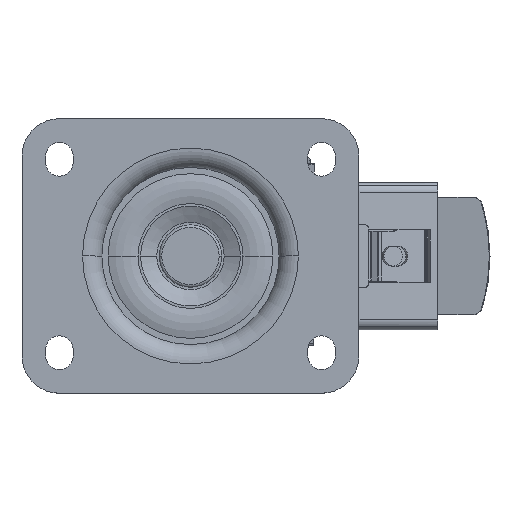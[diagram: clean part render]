
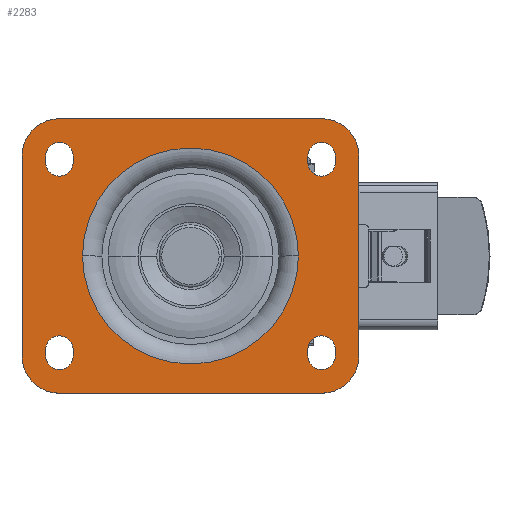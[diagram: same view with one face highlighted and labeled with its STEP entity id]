
A CAD part, top view. The second image highlights one B-rep face of the part: STEP entity #2283.
In plain terms, the highlighted planar face has unit normal (0, 0, 1).
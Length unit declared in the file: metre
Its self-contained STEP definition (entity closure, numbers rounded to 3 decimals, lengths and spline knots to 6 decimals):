
#2283=ADVANCED_FACE('',(#3945,#3946,#3947,#3948,#3949,#3950),#3951,.T.);
#3945=FACE_OUTER_BOUND('',#7056,.T.);
#3946=FACE_BOUND('',#7057,.T.);
#3947=FACE_BOUND('',#7058,.T.);
#3948=FACE_BOUND('',#7059,.T.);
#3949=FACE_BOUND('',#7060,.T.);
#3950=FACE_BOUND('',#7061,.T.);
#3951=PLANE('',#7062);
#7056=EDGE_LOOP('',(#41882,#41883,#41884,#41885,#41886,#41887,#41888,#41889));
#7057=EDGE_LOOP('',(#41890,#41891,#41892,#41893));
#7058=EDGE_LOOP('',(#41894,#41895,#41896,#41897));
#7059=EDGE_LOOP('',(#41898,#41899,#41900,#41901));
#7060=EDGE_LOOP('',(#41902,#41903,#41904,#41905));
#7061=EDGE_LOOP('',(#41906,#41907));
#7062=AXIS2_PLACEMENT_3D('',#41908,#41909,#41910);
#41882=ORIENTED_EDGE('',*,*,#55968,.T.);
#41883=ORIENTED_EDGE('',*,*,#55969,.F.);
#41884=ORIENTED_EDGE('',*,*,#55970,.F.);
#41885=ORIENTED_EDGE('',*,*,#55971,.F.);
#41886=ORIENTED_EDGE('',*,*,#55972,.F.);
#41887=ORIENTED_EDGE('',*,*,#55973,.F.);
#41888=ORIENTED_EDGE('',*,*,#55974,.T.);
#41889=ORIENTED_EDGE('',*,*,#55975,.F.);
#41890=ORIENTED_EDGE('',*,*,#55976,.T.);
#41891=ORIENTED_EDGE('',*,*,#55977,.T.);
#41892=ORIENTED_EDGE('',*,*,#55978,.T.);
#41893=ORIENTED_EDGE('',*,*,#55979,.T.);
#41894=ORIENTED_EDGE('',*,*,#55980,.T.);
#41895=ORIENTED_EDGE('',*,*,#55981,.T.);
#41896=ORIENTED_EDGE('',*,*,#55982,.T.);
#41897=ORIENTED_EDGE('',*,*,#55983,.T.);
#41898=ORIENTED_EDGE('',*,*,#55984,.T.);
#41899=ORIENTED_EDGE('',*,*,#55985,.T.);
#41900=ORIENTED_EDGE('',*,*,#55986,.T.);
#41901=ORIENTED_EDGE('',*,*,#55987,.T.);
#41902=ORIENTED_EDGE('',*,*,#55988,.T.);
#41903=ORIENTED_EDGE('',*,*,#55989,.T.);
#41904=ORIENTED_EDGE('',*,*,#55990,.T.);
#41905=ORIENTED_EDGE('',*,*,#55991,.T.);
#41906=ORIENTED_EDGE('',*,*,#55967,.F.);
#41907=ORIENTED_EDGE('',*,*,#55905,.F.);
#41908=CARTESIAN_POINT('',(0.0,0.0,0.0));
#41909=DIRECTION('',(0.0,0.0,1.0));
#41910=DIRECTION('',(1.0,0.0,0.0));
#55905=EDGE_CURVE('',#59788,#59791,#59792,.T.);
#55967=EDGE_CURVE('',#59791,#59788,#59899,.T.);
#55968=EDGE_CURVE('',#59900,#59901,#59902,.T.);
#55969=EDGE_CURVE('',#59903,#59901,#59904,.T.);
#55970=EDGE_CURVE('',#59905,#59903,#59906,.T.);
#55971=EDGE_CURVE('',#59907,#59905,#59908,.T.);
#55972=EDGE_CURVE('',#59909,#59907,#59910,.T.);
#55973=EDGE_CURVE('',#59911,#59909,#59912,.T.);
#55974=EDGE_CURVE('',#59911,#59913,#59914,.T.);
#55975=EDGE_CURVE('',#59900,#59913,#59915,.T.);
#55976=EDGE_CURVE('',#59916,#59917,#59918,.T.);
#55977=EDGE_CURVE('',#59917,#59919,#59920,.T.);
#55978=EDGE_CURVE('',#59919,#59921,#59922,.T.);
#55979=EDGE_CURVE('',#59921,#59916,#59923,.T.);
#55980=EDGE_CURVE('',#59924,#59925,#59926,.T.);
#55981=EDGE_CURVE('',#59925,#59927,#59928,.T.);
#55982=EDGE_CURVE('',#59927,#59929,#59930,.T.);
#55983=EDGE_CURVE('',#59929,#59924,#59931,.T.);
#55984=EDGE_CURVE('',#59932,#59933,#59934,.T.);
#55985=EDGE_CURVE('',#59933,#59935,#59936,.T.);
#55986=EDGE_CURVE('',#59935,#59937,#59938,.T.);
#55987=EDGE_CURVE('',#59937,#59932,#59939,.T.);
#55988=EDGE_CURVE('',#59940,#59941,#59942,.T.);
#55989=EDGE_CURVE('',#59941,#59943,#59944,.T.);
#55990=EDGE_CURVE('',#59943,#59945,#59946,.T.);
#55991=EDGE_CURVE('',#59945,#59940,#59947,.T.);
#59788=VERTEX_POINT('',#66174);
#59791=VERTEX_POINT('',#66177);
#59792=CIRCLE('',#66178,0.043246);
#59899=CIRCLE('',#66303,0.043246);
#59900=VERTEX_POINT('',#66304);
#59901=VERTEX_POINT('',#66305);
#59902=CIRCLE('',#66306,0.015);
#59903=VERTEX_POINT('',#66307);
#59904=LINE('',#66308,#66309);
#59905=VERTEX_POINT('',#66310);
#59906=CIRCLE('',#66311,0.015);
#59907=VERTEX_POINT('',#66312);
#59908=LINE('',#66313,#66314);
#59909=VERTEX_POINT('',#66315);
#59910=CIRCLE('',#66316,0.015);
#59911=VERTEX_POINT('',#66317);
#59912=LINE('',#66318,#66319);
#59913=VERTEX_POINT('',#66320);
#59914=CIRCLE('',#66321,0.015);
#59915=LINE('',#66322,#66323);
#59916=VERTEX_POINT('',#66324);
#59917=VERTEX_POINT('',#66325);
#59918=LINE('',#66326,#66327);
#59919=VERTEX_POINT('',#66328);
#59920=CIRCLE('',#66329,0.0055);
#59921=VERTEX_POINT('',#66330);
#59922=LINE('',#66331,#66332);
#59923=CIRCLE('',#66333,0.0055);
#59924=VERTEX_POINT('',#66334);
#59925=VERTEX_POINT('',#66335);
#59926=LINE('',#66336,#66337);
#59927=VERTEX_POINT('',#66338);
#59928=CIRCLE('',#66339,0.0055);
#59929=VERTEX_POINT('',#66340);
#59930=LINE('',#66341,#66342);
#59931=CIRCLE('',#66343,0.0055);
#59932=VERTEX_POINT('',#66344);
#59933=VERTEX_POINT('',#66345);
#59934=LINE('',#66346,#66347);
#59935=VERTEX_POINT('',#66348);
#59936=CIRCLE('',#66349,0.0055);
#59937=VERTEX_POINT('',#66350);
#59938=LINE('',#66351,#66352);
#59939=CIRCLE('',#66353,0.0055);
#59940=VERTEX_POINT('',#66354);
#59941=VERTEX_POINT('',#66355);
#59942=LINE('',#66356,#66357);
#59943=VERTEX_POINT('',#66358);
#59944=CIRCLE('',#66359,0.0055);
#59945=VERTEX_POINT('',#66360);
#59946=LINE('',#66361,#66362);
#59947=CIRCLE('',#66363,0.0055);
#66174=CARTESIAN_POINT('',(-0.043246,0.,0.0));
#66177=CARTESIAN_POINT('',(0.043246,0.,0.0));
#66178=AXIS2_PLACEMENT_3D('',#84033,#84034,#84035);
#66303=AXIS2_PLACEMENT_3D('',#84183,#84184,#84185);
#66304=CARTESIAN_POINT('',(-0.0675,-0.04,0.0));
#66305=CARTESIAN_POINT('',(-0.0525,-0.055,0.0));
#66306=AXIS2_PLACEMENT_3D('',#84186,#84187,#84188);
#66307=CARTESIAN_POINT('',(0.0525,-0.055,0.0));
#66308=CARTESIAN_POINT('',(0.0525,-0.055,0.0));
#66309=VECTOR('',#84189,1.0);
#66310=CARTESIAN_POINT('',(0.0675,-0.04,0.0));
#66311=AXIS2_PLACEMENT_3D('',#84190,#84191,#84192);
#66312=CARTESIAN_POINT('',(0.0675,0.04,0.0));
#66313=CARTESIAN_POINT('',(0.0675,0.04,0.0));
#66314=VECTOR('',#84193,1.0);
#66315=CARTESIAN_POINT('',(0.0525,0.055,0.0));
#66316=AXIS2_PLACEMENT_3D('',#84194,#84195,#84196);
#66317=CARTESIAN_POINT('',(-0.0525,0.055,0.0));
#66318=CARTESIAN_POINT('',(-0.0525,0.055,0.0));
#66319=VECTOR('',#84197,1.0);
#66320=CARTESIAN_POINT('',(-0.0675,0.04,0.0));
#66321=AXIS2_PLACEMENT_3D('',#84198,#84199,#84200);
#66322=CARTESIAN_POINT('',(-0.0675,-0.04,0.0));
#66323=VECTOR('',#84201,1.0);
#66324=CARTESIAN_POINT('',(-0.047,0.04,0.0));
#66325=CARTESIAN_POINT('',(-0.047,0.0375,0.0));
#66326=CARTESIAN_POINT('',(-0.047,0.0375,0.0));
#66327=VECTOR('',#84202,1.0);
#66328=CARTESIAN_POINT('',(-0.058,0.0375,0.0));
#66329=AXIS2_PLACEMENT_3D('',#84203,#84204,#84205);
#66330=CARTESIAN_POINT('',(-0.058,0.04,0.0));
#66331=CARTESIAN_POINT('',(-0.058,0.0375,0.0));
#66332=VECTOR('',#84206,1.0);
#66333=AXIS2_PLACEMENT_3D('',#84207,#84208,#84209);
#66334=CARTESIAN_POINT('',(-0.058,-0.04,0.0));
#66335=CARTESIAN_POINT('',(-0.058,-0.0375,0.0));
#66336=CARTESIAN_POINT('',(-0.058,-0.0375,0.0));
#66337=VECTOR('',#84210,1.0);
#66338=CARTESIAN_POINT('',(-0.047,-0.0375,0.0));
#66339=AXIS2_PLACEMENT_3D('',#84211,#84212,#84213);
#66340=CARTESIAN_POINT('',(-0.047,-0.04,0.0));
#66341=CARTESIAN_POINT('',(-0.047,-0.0375,0.0));
#66342=VECTOR('',#84214,1.0);
#66343=AXIS2_PLACEMENT_3D('',#84215,#84216,#84217);
#66344=CARTESIAN_POINT('',(0.058,0.04,0.0));
#66345=CARTESIAN_POINT('',(0.058,0.0375,0.0));
#66346=CARTESIAN_POINT('',(0.058,0.0375,0.0));
#66347=VECTOR('',#84218,1.0);
#66348=CARTESIAN_POINT('',(0.047,0.0375,0.0));
#66349=AXIS2_PLACEMENT_3D('',#84219,#84220,#84221);
#66350=CARTESIAN_POINT('',(0.047,0.04,0.0));
#66351=CARTESIAN_POINT('',(0.047,0.0375,0.0));
#66352=VECTOR('',#84222,1.0);
#66353=AXIS2_PLACEMENT_3D('',#84223,#84224,#84225);
#66354=CARTESIAN_POINT('',(0.047,-0.04,0.0));
#66355=CARTESIAN_POINT('',(0.047,-0.0375,0.0));
#66356=CARTESIAN_POINT('',(0.047,-0.0375,0.0));
#66357=VECTOR('',#84226,1.0);
#66358=CARTESIAN_POINT('',(0.058,-0.0375,0.0));
#66359=AXIS2_PLACEMENT_3D('',#84227,#84228,#84229);
#66360=CARTESIAN_POINT('',(0.058,-0.04,0.0));
#66361=CARTESIAN_POINT('',(0.058,-0.0375,0.0));
#66362=VECTOR('',#84230,1.0);
#66363=AXIS2_PLACEMENT_3D('',#84231,#84232,#84233);
#84033=CARTESIAN_POINT('',(0.0,0.0,0.0));
#84034=DIRECTION('',(0.0,0.0,1.0));
#84035=DIRECTION('',(-1.0,0.,0.0));
#84183=CARTESIAN_POINT('',(0.0,0.0,0.0));
#84184=DIRECTION('',(0.0,0.0,1.0));
#84185=DIRECTION('',(-1.0,0.,0.0));
#84186=CARTESIAN_POINT('',(-0.0525,-0.04,0.0));
#84187=DIRECTION('',(0.0,0.0,1.0));
#84188=DIRECTION('',(-1.0,0.0,0.0));
#84189=DIRECTION('',(-1.0,0.0,0.0));
#84190=CARTESIAN_POINT('',(0.0525,-0.04,0.0));
#84191=DIRECTION('',(0.0,0.0,-1.0));
#84192=DIRECTION('',(1.0,0.0,0.0));
#84193=DIRECTION('',(0.0,-1.0,0.0));
#84194=CARTESIAN_POINT('',(0.0525,0.04,0.0));
#84195=DIRECTION('',(0.0,0.0,-1.0));
#84196=DIRECTION('',(0.0,1.0,0.0));
#84197=DIRECTION('',(1.0,0.0,0.0));
#84198=CARTESIAN_POINT('',(-0.0525,0.04,0.0));
#84199=DIRECTION('',(0.0,-0.0,1.0));
#84200=DIRECTION('',(0.0,1.0,0.0));
#84201=DIRECTION('',(0.0,1.0,0.0));
#84202=DIRECTION('',(-0.0,-1.0,-0.0));
#84203=CARTESIAN_POINT('',(-0.0525,0.0375,0.0));
#84204=DIRECTION('',(0.0,0.0,-1.0));
#84205=DIRECTION('',(1.0,0.0,0.0));
#84206=DIRECTION('',(0.0,1.0,0.0));
#84207=CARTESIAN_POINT('',(-0.0525,0.04,0.0));
#84208=DIRECTION('',(0.0,0.0,-1.0));
#84209=DIRECTION('',(1.0,0.0,0.0));
#84210=DIRECTION('',(0.0,1.0,0.0));
#84211=CARTESIAN_POINT('',(-0.0525,-0.0375,0.0));
#84212=DIRECTION('',(0.0,0.0,-1.0));
#84213=DIRECTION('',(1.0,0.0,0.0));
#84214=DIRECTION('',(0.0,-1.0,0.0));
#84215=CARTESIAN_POINT('',(-0.0525,-0.04,0.0));
#84216=DIRECTION('',(0.0,0.0,-1.0));
#84217=DIRECTION('',(1.0,0.0,0.0));
#84218=DIRECTION('',(-0.0,-1.0,-0.0));
#84219=CARTESIAN_POINT('',(0.0525,0.0375,0.0));
#84220=DIRECTION('',(0.0,0.0,-1.0));
#84221=DIRECTION('',(-1.0,0.0,0.0));
#84222=DIRECTION('',(0.0,1.0,0.0));
#84223=CARTESIAN_POINT('',(0.0525,0.04,0.0));
#84224=DIRECTION('',(0.0,0.0,-1.0));
#84225=DIRECTION('',(-1.0,0.0,0.0));
#84226=DIRECTION('',(0.0,1.0,0.0));
#84227=CARTESIAN_POINT('',(0.0525,-0.0375,0.0));
#84228=DIRECTION('',(-0.0,0.0,-1.0));
#84229=DIRECTION('',(-1.0,0.0,0.0));
#84230=DIRECTION('',(0.0,-1.0,0.0));
#84231=CARTESIAN_POINT('',(0.0525,-0.04,0.0));
#84232=DIRECTION('',(-0.0,0.0,-1.0));
#84233=DIRECTION('',(-1.0,0.0,0.0));
